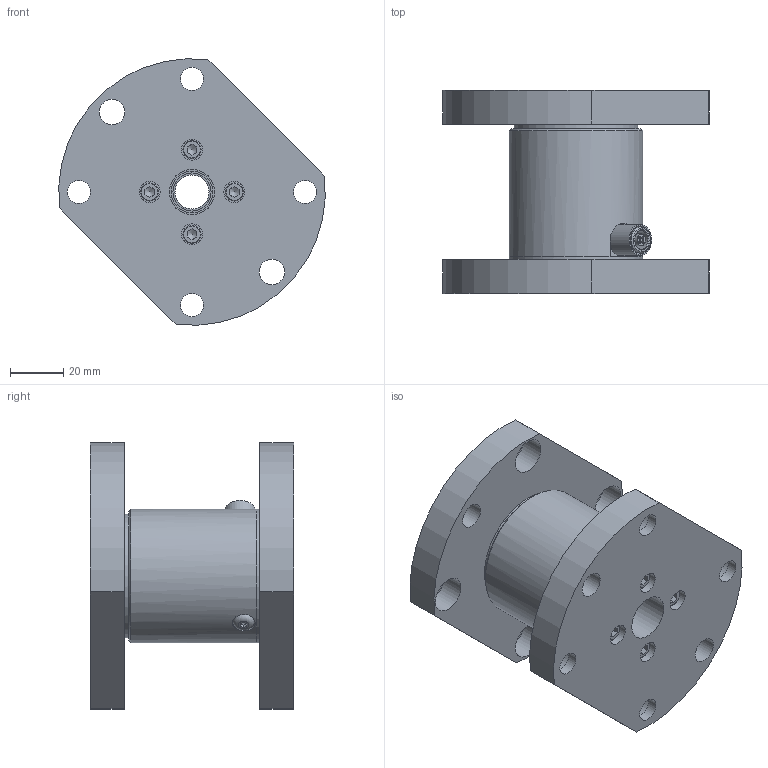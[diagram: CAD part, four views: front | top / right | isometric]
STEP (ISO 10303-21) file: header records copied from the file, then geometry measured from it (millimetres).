
FILE_DESCRIPTION(/* description */ (''),/* implementation_level */ '2;1');
FILE_NAME(/* name */ 'TFF425 inoz STP Website.stp',/* time_stamp */ '2018-04-10T08:22:55-07:00',/* author */ ('javier'),/* organization */ (''),/* preprocessor_version */ 'ST-DEVELOPER v16.13',/* originating_system */ 'Autodesk Inventor 2018',/* authorisation */ '');
FILE_SCHEMA (('AUTOMOTIVE_DESIGN { 1 0 10303 214 3 1 1 }'));
Length unit declared in the file: inch
Products named in the file (1): TFF425 inoz Assembly Part
Bounding box: 99.98 x 76.2 x 99.98 mm (x, y, z)
Volume: 244382.6 mm3; surface area: 68148.1 mm2
Topology: 1 solids, 26 shells, 369 faces, 817 edges, 541 vertices
Faces by surface type: plane 185, cylinder 129, cone 36, torus 19
Full cylindrical faces by diameter (mm): 0.8 x8, 1 x4, 1.1 x8, 1.45 x4, 3.302 x9, 4.166 x9, 4.5 x1, 4.572 x8, 6.35 x1, 6.858 x8, 7.874 x8, 7.9 x1, 7.925 x1, 8.357 x1, 8.636 x9, 9.544 x4, 9.75 x1, 10 x1, 12.827 x1, 13.462 x8, 15.24 x1, 16.993 x2, 17.78 x1, 18.415 x1, 19.012 x2, 19.075 x2, 46.355 x1, 46.457 x1, 46.99 x1, 47.003 x1
Entity records: 9538 total; most frequent: CARTESIAN_POINT 1768, DIRECTION 1565, ORIENTED_EDGE 1190, AXIS2_PLACEMENT_3D 676, EDGE_LOOP 632, EDGE_CURVE 595, VERTEX_POINT 477, FACE_OUTER_BOUND 369
